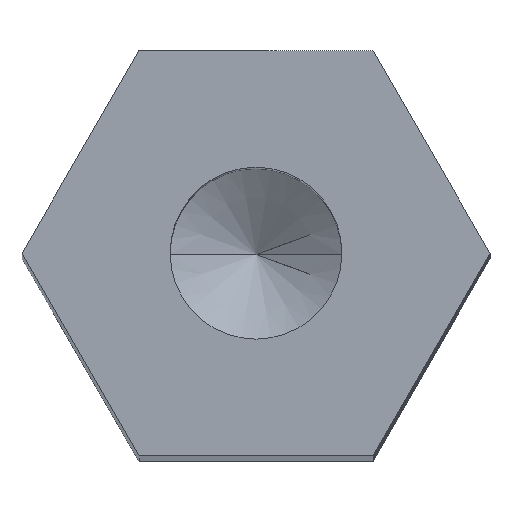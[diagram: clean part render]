
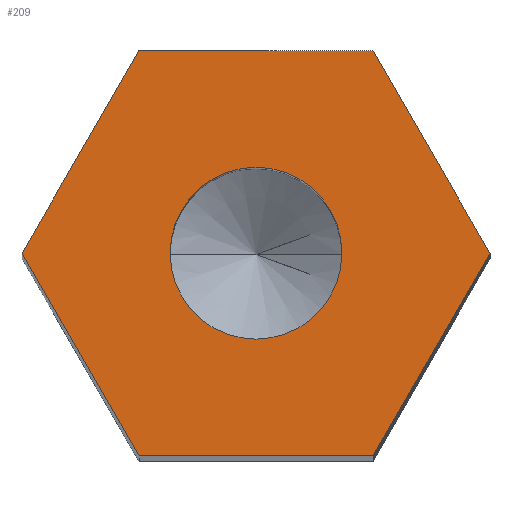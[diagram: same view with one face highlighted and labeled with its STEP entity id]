
A CAD part, top view. The second image highlights one B-rep face of the part: STEP entity #209.
In plain terms, the highlighted planar face has unit normal (0, 0, 1).
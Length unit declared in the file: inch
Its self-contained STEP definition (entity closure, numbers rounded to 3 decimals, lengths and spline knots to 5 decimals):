
#3 = ORIENTED_EDGE ( 'NONE', *, *, #172, .F. ) ;
#5 = VECTOR ( 'NONE', #215, 39.37008 ) ;
#10 = CARTESIAN_POINT ( 'NONE',  ( 0., 0., 3. ) ) ;
#15 = FACE_OUTER_BOUND ( 'NONE', #304, .T. ) ;
#22 = CARTESIAN_POINT ( 'NONE',  ( 0.0795, 0., 3. ) ) ;
#33 = AXIS2_PLACEMENT_3D ( 'NONE', #10, #401, #167 ) ;
#40 = VECTOR ( 'NONE', #234, 39.37008 ) ;
#41 = CARTESIAN_POINT ( 'NONE',  ( -0.21651, 0., 3. ) ) ;
#42 = FACE_BOUND ( 'NONE', #196, .T. ) ;
#43 = VERTEX_POINT ( 'NONE', #109 ) ;
#50 = CARTESIAN_POINT ( 'NONE',  ( -0.10825, 0.1875, 3. ) ) ;
#60 = CARTESIAN_POINT ( 'NONE',  ( 0., 0., 3. ) ) ;
#63 = EDGE_CURVE ( 'NONE', #184, #93, #307, .T. ) ;
#64 = ORIENTED_EDGE ( 'NONE', *, *, #127, .T. ) ;
#68 = LINE ( 'NONE', #189, #253 ) ;
#73 = CARTESIAN_POINT ( 'NONE',  ( -0.10825, -0.1875, 3. ) ) ;
#88 = DIRECTION ( 'NONE',  ( 1., 0., 0. ) ) ;
#89 = ORIENTED_EDGE ( 'NONE', *, *, #373, .F. ) ;
#93 = VERTEX_POINT ( 'NONE', #73 ) ;
#109 = CARTESIAN_POINT ( 'NONE',  ( 0.21651, 0., 3. ) ) ;
#115 = ORIENTED_EDGE ( 'NONE', *, *, #380, .T. ) ;
#127 = EDGE_CURVE ( 'NONE', #409, #363, #68, .T. ) ;
#162 = ORIENTED_EDGE ( 'NONE', *, *, #185, .T. ) ;
#166 = AXIS2_PLACEMENT_3D ( 'NONE', #60, #464, #88 ) ;
#167 = DIRECTION ( 'NONE',  ( 1., 0., 0. ) ) ;
#172 = EDGE_CURVE ( 'NONE', #421, #384, #501, .T. ) ;
#176 = VECTOR ( 'NONE', #398, 39.37008 ) ;
#177 = CARTESIAN_POINT ( 'NONE',  ( -0.10825, 0.1875, 3. ) ) ;
#178 = VERTEX_POINT ( 'NONE', #441 ) ;
#180 = EDGE_CURVE ( 'NONE', #363, #184, #280, .T. ) ;
#184 = VERTEX_POINT ( 'NONE', #41 ) ;
#185 = EDGE_CURVE ( 'NONE', #93, #178, #362, .T. ) ;
#189 = CARTESIAN_POINT ( 'NONE',  ( 0.10825, 0.1875, 3. ) ) ;
#194 = DIRECTION ( 'NONE',  ( 1., 0., 0. ) ) ;
#196 = EDGE_LOOP ( 'NONE', ( #89, #3 ) ) ;
#201 = CARTESIAN_POINT ( 'NONE',  ( -0.10825, -0.1875, 3. ) ) ;
#209 = ADVANCED_FACE ( 'NONE', ( #42, #15 ), #368, .T. ) ;
#215 = DIRECTION ( 'NONE',  ( 0.5, 0.866, 0. ) ) ;
#234 = DIRECTION ( 'NONE',  ( -0.5, -0.866, 0. ) ) ;
#253 = VECTOR ( 'NONE', #429, 39.37008 ) ;
#268 = AXIS2_PLACEMENT_3D ( 'NONE', #407, #273, #194 ) ;
#273 = DIRECTION ( 'NONE',  ( 0., 0., 1. ) ) ;
#280 = LINE ( 'NONE', #50, #40 ) ;
#288 = CARTESIAN_POINT ( 'NONE',  ( -0.0795, 0., 3. ) ) ;
#293 = CARTESIAN_POINT ( 'NONE',  ( 0.10825, -0.1875, 3. ) ) ;
#295 = LINE ( 'NONE', #293, #5 ) ;
#304 = EDGE_LOOP ( 'NONE', ( #385, #64, #424, #444, #162, #115 ) ) ;
#307 = LINE ( 'NONE', #478, #366 ) ;
#339 = CIRCLE ( 'NONE', #166, 0.0795 ) ;
#362 = LINE ( 'NONE', #201, #176 ) ;
#363 = VERTEX_POINT ( 'NONE', #177 ) ;
#366 = VECTOR ( 'NONE', #470, 39.37008 ) ;
#368 = PLANE ( 'NONE',  #33 ) ;
#373 = EDGE_CURVE ( 'NONE', #384, #421, #339, .T. ) ;
#377 = LINE ( 'NONE', #494, #388 ) ;
#380 = EDGE_CURVE ( 'NONE', #178, #43, #295, .T. ) ;
#384 = VERTEX_POINT ( 'NONE', #22 ) ;
#385 = ORIENTED_EDGE ( 'NONE', *, *, #411, .T. ) ;
#388 = VECTOR ( 'NONE', #453, 39.37008 ) ;
#398 = DIRECTION ( 'NONE',  ( 1., 0., 0. ) ) ;
#401 = DIRECTION ( 'NONE',  ( 0., 0., 1. ) ) ;
#407 = CARTESIAN_POINT ( 'NONE',  ( 0., 0., 3. ) ) ;
#409 = VERTEX_POINT ( 'NONE', #423 ) ;
#411 = EDGE_CURVE ( 'NONE', #43, #409, #377, .T. ) ;
#421 = VERTEX_POINT ( 'NONE', #288 ) ;
#423 = CARTESIAN_POINT ( 'NONE',  ( 0.10825, 0.1875, 3. ) ) ;
#424 = ORIENTED_EDGE ( 'NONE', *, *, #180, .T. ) ;
#429 = DIRECTION ( 'NONE',  ( -1., 0., 0. ) ) ;
#441 = CARTESIAN_POINT ( 'NONE',  ( 0.10825, -0.1875, 3. ) ) ;
#444 = ORIENTED_EDGE ( 'NONE', *, *, #63, .T. ) ;
#453 = DIRECTION ( 'NONE',  ( -0.5, 0.866, 0. ) ) ;
#464 = DIRECTION ( 'NONE',  ( 0., 0., 1. ) ) ;
#470 = DIRECTION ( 'NONE',  ( 0.5, -0.866, 0. ) ) ;
#478 = CARTESIAN_POINT ( 'NONE',  ( -0.21651, 0., 3. ) ) ;
#494 = CARTESIAN_POINT ( 'NONE',  ( 0.21651, 0., 3. ) ) ;
#501 = CIRCLE ( 'NONE', #268, 0.0795 ) ;
